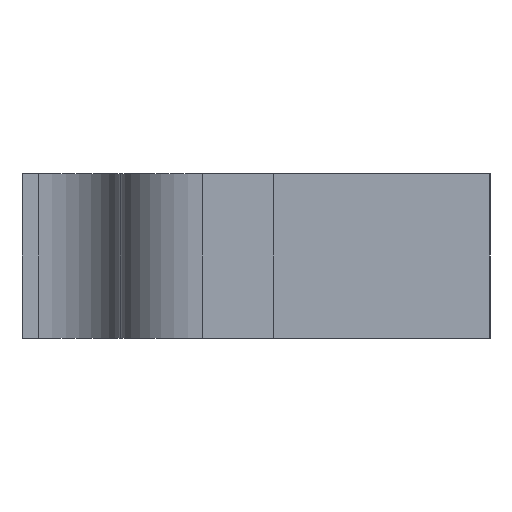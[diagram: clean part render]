
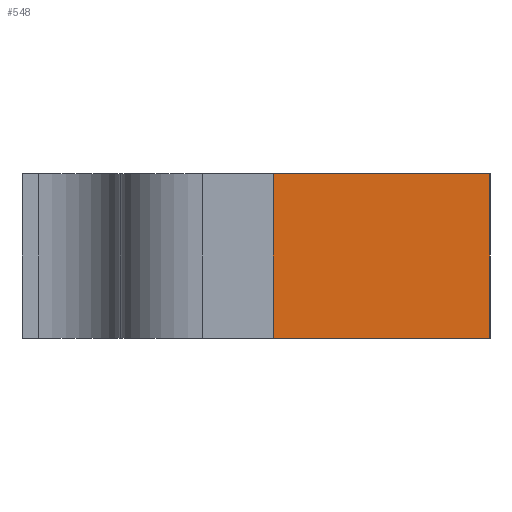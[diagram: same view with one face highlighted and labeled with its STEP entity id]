
A CAD part, left-side view. The second image highlights one B-rep face of the part: STEP entity #548.
In plain terms, the highlighted planar face has unit normal (-1, 0, 0).
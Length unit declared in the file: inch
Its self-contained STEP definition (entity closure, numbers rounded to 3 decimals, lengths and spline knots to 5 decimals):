
#36=PLANE('',#606);
#65=FACE_OUTER_BOUND('',#103,.T.);
#103=EDGE_LOOP('',(#458,#459,#460,#461));
#137=LINE('',#848,#189);
#156=LINE('',#907,#208);
#158=LINE('',#913,#210);
#159=LINE('',#914,#211);
#189=VECTOR('',#682,0.3937);
#208=VECTOR('',#737,0.3937);
#210=VECTOR('',#745,0.3937);
#211=VECTOR('',#746,0.3937);
#264=VERTEX_POINT('',#845);
#265=VERTEX_POINT('',#847);
#287=VERTEX_POINT('',#906);
#288=VERTEX_POINT('',#912);
#324=EDGE_CURVE('',#264,#265,#137,.T.);
#351=EDGE_CURVE('',#287,#265,#156,.T.);
#354=EDGE_CURVE('',#288,#264,#158,.T.);
#355=EDGE_CURVE('',#287,#288,#159,.T.);
#458=ORIENTED_EDGE('',*,*,#351,.T.);
#459=ORIENTED_EDGE('',*,*,#324,.F.);
#460=ORIENTED_EDGE('',*,*,#354,.F.);
#461=ORIENTED_EDGE('',*,*,#355,.F.);
#548=ADVANCED_FACE('',(#65),#36,.F.);
#606=AXIS2_PLACEMENT_3D('',#911,#743,#744);
#682=DIRECTION('',(0.,-1.,0.));
#737=DIRECTION('',(0.,0.,1.));
#743=DIRECTION('center_axis',(1.,0.,0.));
#744=DIRECTION('ref_axis',(0.,0.,-1.));
#745=DIRECTION('',(0.,0.,1.));
#746=DIRECTION('',(0.,1.,0.));
#845=CARTESIAN_POINT('',(-1.72,0.33,0.125));
#847=CARTESIAN_POINT('',(-1.72,0.,0.125));
#848=CARTESIAN_POINT('',(-1.72,0.,0.125));
#906=CARTESIAN_POINT('',(-1.72,0.,-0.125));
#907=CARTESIAN_POINT('',(-1.72,0.,-0.0625));
#911=CARTESIAN_POINT('Origin',(-1.72,0.,0.));
#912=CARTESIAN_POINT('',(-1.72,0.33,-0.125));
#913=CARTESIAN_POINT('',(-1.72,0.33,-0.125));
#914=CARTESIAN_POINT('',(-1.72,0.,-0.125));
